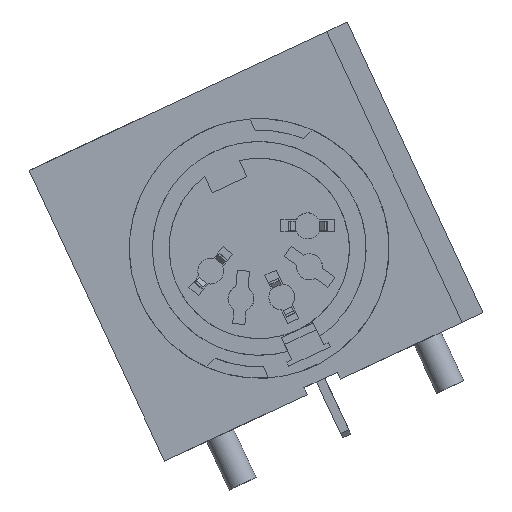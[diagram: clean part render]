
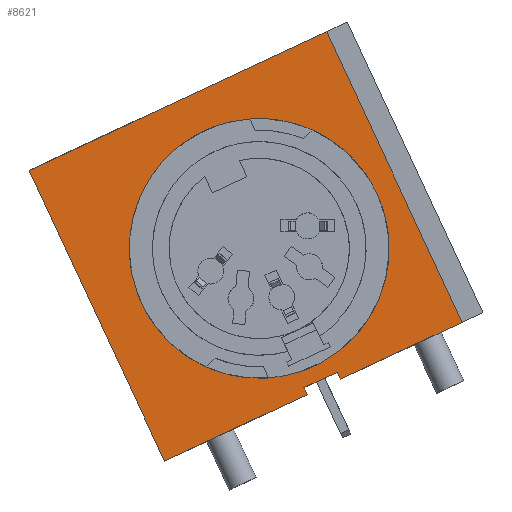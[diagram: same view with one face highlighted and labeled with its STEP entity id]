
A CAD part, left-side view. The second image highlights one B-rep face of the part: STEP entity #8621.
In plain terms, the highlighted free-form (B-spline) face has degree [1, 1] with [2, 2] control points.
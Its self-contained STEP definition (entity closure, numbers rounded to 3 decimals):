
#8291=CARTESIAN_POINT('V242',(-44.822,-2.34,
   -3.682));
#8292=VERTEX_POINT('V242',#8291);
#8298=CARTESIAN_POINT('V298',(-44.822,6.535,
   15.351));
#8299=VERTEX_POINT('V298',#8298);
#8300=CARTESIAN_POINT('E423',(-44.822,6.535,
   15.351));
#8301=CARTESIAN_POINT('E423',(-44.822,-2.34,
   -3.682));
#8302=QUASI_UNIFORM_CURVE('E423',1,(#8300,#8301),.POLYLINE_FORM.,.F.,
   .U.);
#8303=EDGE_CURVE('E423',#8299,#8292,#8302,.T.);
#8398=CARTESIAN_POINT('V300',(-44.822,
   -12.951,24.437));
#8399=VERTEX_POINT('V300',#8398);
#8400=CARTESIAN_POINT('E427',(-44.822,6.535,
   15.351));
#8401=CARTESIAN_POINT('E427',(-44.822,
   -12.951,24.437));
#8402=B_SPLINE_CURVE_WITH_KNOTS('E427',1,(#8400,#8401),
   .POLYLINE_FORM.,.F.,.U.,(2,2),(0.833,
   12.778),.UNSPECIFIED.);
#8403=EDGE_CURVE('E427',#8299,#8399,#8402,.T.);
#8470=CARTESIAN_POINT('V257',(-44.822,
   -21.826,5.405));
#8471=VERTEX_POINT('V257',#8470);
#8472=CARTESIAN_POINT('E426',(-44.822,
   -12.951,24.437));
#8473=CARTESIAN_POINT('E426',(-44.822,
   -21.826,5.405));
#8474=B_SPLINE_CURVE_WITH_KNOTS('E426',1,(#8472,#8473),
   .POLYLINE_FORM.,.F.,.U.,(2,2),(0.0,23.333),
   .UNSPECIFIED.);
#8475=EDGE_CURVE('E426',#8399,#8471,#8474,.T.);
#8490=CARTESIAN_POINT('V241',(-44.822,
   -11.675,0.671));
#8491=VERTEX_POINT('V241',#8490);
#8506=CARTESIAN_POINT('V301',(-44.822,
   -11.464,1.124));
#8507=VERTEX_POINT('V301',#8506);
#8513=CARTESIAN_POINT('E428',(-44.822,
   -11.464,1.124));
#8514=CARTESIAN_POINT('E428',(-44.822,
   -11.675,0.671));
#8515=QUASI_UNIFORM_CURVE('E428',1,(#8513,#8514),.POLYLINE_FORM.,.F.,
   .U.);
#8516=EDGE_CURVE('E428',#8507,#8491,#8515,.T.);
#8533=CARTESIAN_POINT('V299',(-44.822,
   -13.639,2.139));
#8534=VERTEX_POINT('V299',#8533);
#8540=CARTESIAN_POINT('E429',(-44.822,
   -13.639,2.139));
#8541=CARTESIAN_POINT('E429',(-44.822,
   -11.464,1.124));
#8542=QUASI_UNIFORM_CURVE('E429',1,(#8540,#8541),.POLYLINE_FORM.,.F.,
   .U.);
#8543=EDGE_CURVE('E429',#8534,#8507,#8542,.T.);
#8561=CARTESIAN_POINT('V258',(-44.822,
   -13.851,1.685));
#8562=VERTEX_POINT('V258',#8561);
#8568=CARTESIAN_POINT('E425',(-44.822,
   -13.851,1.685));
#8569=CARTESIAN_POINT('E425',(-44.822,
   -13.639,2.139));
#8570=QUASI_UNIFORM_CURVE('E425',1,(#8568,#8569),.POLYLINE_FORM.,.F.,
   .U.);
#8571=EDGE_CURVE('E425',#8562,#8534,#8570,.T.);
#8577=CARTESIAN_POINT('F130',(-44.822,-1.742,
   -5.119));
#8578=CARTESIAN_POINT('F130',(-44.822,
   -24.671,5.573));
#8579=CARTESIAN_POINT('F130',(-44.822,8.021,
   15.816));
#8580=CARTESIAN_POINT('F130',(-44.822,
   -14.909,26.509));
#8581=QUASI_UNIFORM_SURFACE('F130',1,1,((#8577,#8579),(#8578,
   #8580)),.PLANE_SURF.,.F.,.F.,.U.);
#8582=ORIENTED_EDGE('E425',*,*,#8571,.F.);
#8583=CARTESIAN_POINT('E355',(-44.822,
   -13.851,1.685));
#8584=CARTESIAN_POINT('E355',(-44.822,
   -21.826,5.405));
#8585=QUASI_UNIFORM_CURVE('E355',1,(#8583,#8584),.POLYLINE_FORM.,.F.,
   .U.);
#8586=EDGE_CURVE('E355',#8562,#8471,#8585,.T.);
#8587=ORIENTED_EDGE('E355',*,*,#8586,.T.);
#8588=ORIENTED_EDGE('E426',*,*,#8475,.F.);
#8589=ORIENTED_EDGE('E427',*,*,#8403,.F.);
#8590=ORIENTED_EDGE('E423',*,*,#8303,.T.);
#8591=CARTESIAN_POINT('E331',(-44.822,-2.34,
   -3.682));
#8592=CARTESIAN_POINT('E331',(-44.822,
   -11.675,0.671));
#8593=QUASI_UNIFORM_CURVE('E331',1,(#8591,#8592),.POLYLINE_FORM.,.F.,
   .U.);
#8594=EDGE_CURVE('E331',#8292,#8491,#8593,.T.);
#8595=ORIENTED_EDGE('E331',*,*,#8594,.T.);
#8596=ORIENTED_EDGE('F133',*,*,#8516,.F.);
#8597=ORIENTED_EDGE('E429',*,*,#8543,.F.);
#8598=EDGE_LOOP('F130',(#8582,#8587,#8588,#8589,#8590,#8595,#8596,
   #8597));
#8599=FACE_OUTER_BOUND('F130',#8598,.F.);
#8600=CARTESIAN_POINT('V302',(-44.822,
   -16.24,13.834));
#8601=VERTEX_POINT('V302',#8600);
#8602=CARTESIAN_POINT('E430',(-44.822,
   -16.24,13.834));
#8603=CARTESIAN_POINT('E430',(-44.822,
   -10.018,27.177));
#8604=CARTESIAN_POINT('E430',(-44.822,-1.574,
   15.117));
#8605=CARTESIAN_POINT('E430',(-44.822,6.87,
   3.057));
#8606=CARTESIAN_POINT('E430',(-44.822,-7.796,
   1.774));
#8607=CARTESIAN_POINT('E430',(-44.822,
   -22.462,0.491));
#8608=CARTESIAN_POINT('E430',(-44.822,
   -16.24,13.834));
#8616=(BOUNDED_CURVE()B_SPLINE_CURVE(2,(#8602,#8603,#8604,#8605,
   #8606,#8607,#8608),.CIRCULAR_ARC.,.T.,.U.)
   B_SPLINE_CURVE_WITH_KNOTS((3,2,2,3),(0.0,3.099,
   6.199,9.298),.UNSPECIFIED.)CURVE()
   GEOMETRIC_REPRESENTATION_ITEM()RATIONAL_B_SPLINE_CURVE((1.0,
   0.5,1.0,0.5,1.0,0.5,1.0)
   )REPRESENTATION_ITEM('E430'));
#8617=EDGE_CURVE('E430',#8601,#8601,#8616,.T.);
#8618=ORIENTED_EDGE('E430',*,*,#8617,.F.);
#8619=EDGE_LOOP('F130',(#8618));
#8620=FACE_BOUND('F130',#8619,.F.);
#8621=ADVANCED_FACE('F130',(#8599,#8620),#8581,.F.);
